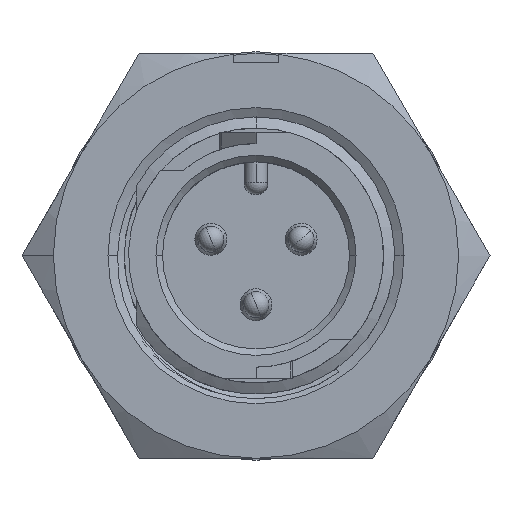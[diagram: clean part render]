
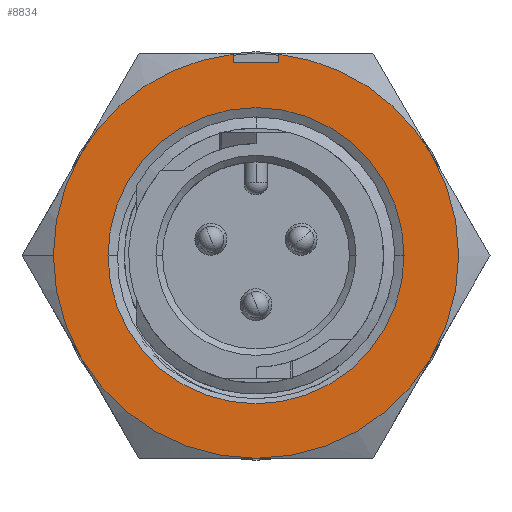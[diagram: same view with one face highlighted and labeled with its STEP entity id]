
A CAD part, top view. The second image highlights one B-rep face of the part: STEP entity #8834.
In plain terms, the highlighted planar face has unit normal (0, 0, 1).
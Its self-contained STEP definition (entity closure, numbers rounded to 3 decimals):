
#34 = FACE_BOUND ( 'NONE', #7907, .T. ) ;
#239 = CIRCLE ( 'NONE', #436, 7.874 ) ;
#317 = VERTEX_POINT ( 'NONE', #6746 ) ;
#436 = AXIS2_PLACEMENT_3D ( 'NONE', #9436, #1032, #6485 ) ;
#511 = DIRECTION ( 'NONE',  ( -1., 0., 0. ) ) ;
#551 = DIRECTION ( 'NONE',  ( -1., 0., 0. ) ) ;
#647 = CARTESIAN_POINT ( 'NONE',  ( 0., 0., 8.262 ) ) ;
#683 = ORIENTED_EDGE ( 'NONE', *, *, #1542, .F. ) ;
#947 = PLANE ( 'NONE',  #2243 ) ;
#978 = VECTOR ( 'NONE', #4152, 1000. ) ;
#1032 = DIRECTION ( 'NONE',  ( 0., 0., -1. ) ) ;
#1101 = VERTEX_POINT ( 'NONE', #12045 ) ;
#1167 = ORIENTED_EDGE ( 'NONE', *, *, #4847, .F. ) ;
#1195 = CARTESIAN_POINT ( 'NONE',  ( 0.889, 7.824, 8.262 ) ) ;
#1204 = CARTESIAN_POINT ( 'NONE',  ( 6.819, 3.937, 8.262 ) ) ;
#1386 = CIRCLE ( 'NONE', #2963, 7.874 ) ;
#1542 = EDGE_CURVE ( 'NONE', #9100, #10378, #6855, .T. ) ;
#1646 = CARTESIAN_POINT ( 'NONE',  ( 0., 0., 8.262 ) ) ;
#1658 = CARTESIAN_POINT ( 'NONE',  ( 0., 0., 8.262 ) ) ;
#1772 = DIRECTION ( 'NONE',  ( 0., 0., -1. ) ) ;
#1961 = CIRCLE ( 'NONE', #10560, 7.874 ) ;
#2243 = AXIS2_PLACEMENT_3D ( 'NONE', #3785, #11201, #9346 ) ;
#2285 = DIRECTION ( 'NONE',  ( 0., 0., -1. ) ) ;
#2406 = ORIENTED_EDGE ( 'NONE', *, *, #4335, .F. ) ;
#2432 = CARTESIAN_POINT ( 'NONE',  ( 0., -7.874, 8.262 ) ) ;
#2491 = CARTESIAN_POINT ( 'NONE',  ( 0.889, 8.938, 8.262 ) ) ;
#2521 = ORIENTED_EDGE ( 'NONE', *, *, #9662, .T. ) ;
#2950 = AXIS2_PLACEMENT_3D ( 'NONE', #5154, #2285, #511 ) ;
#2963 = AXIS2_PLACEMENT_3D ( 'NONE', #7282, #3493, #4510 ) ;
#3336 = AXIS2_PLACEMENT_3D ( 'NONE', #1658, #5256, #551 ) ;
#3394 = VERTEX_POINT ( 'NONE', #8442 ) ;
#3413 = CIRCLE ( 'NONE', #4476, 5.753 ) ;
#3493 = DIRECTION ( 'NONE',  ( 0., 0., -1. ) ) ;
#3553 = DIRECTION ( 'NONE',  ( 0., 0., -1. ) ) ;
#3593 = DIRECTION ( 'NONE',  ( 0., 0., -1. ) ) ;
#3785 = CARTESIAN_POINT ( 'NONE',  ( 0., -15.748, 8.262 ) ) ;
#3841 = FACE_OUTER_BOUND ( 'NONE', #7655, .T. ) ;
#3894 = VECTOR ( 'NONE', #11652, 1000. ) ;
#4152 = DIRECTION ( 'NONE',  ( 0., -1., 0. ) ) ;
#4165 = CARTESIAN_POINT ( 'NONE',  ( -0.889, 7.493, 8.262 ) ) ;
#4203 = LINE ( 'NONE', #2491, #9033 ) ;
#4335 = EDGE_CURVE ( 'NONE', #10378, #8202, #239, .T. ) ;
#4370 = DIRECTION ( 'NONE',  ( -1., 0., 0. ) ) ;
#4476 = AXIS2_PLACEMENT_3D ( 'NONE', #647, #7140, #4370 ) ;
#4510 = DIRECTION ( 'NONE',  ( -1., 0., 0. ) ) ;
#4512 = CIRCLE ( 'NONE', #11387, 7.874 ) ;
#4847 = EDGE_CURVE ( 'NONE', #1101, #11772, #11182, .T. ) ;
#4877 = CIRCLE ( 'NONE', #3336, 7.874 ) ;
#4885 = LINE ( 'NONE', #4165, #3894 ) ;
#5006 = AXIS2_PLACEMENT_3D ( 'NONE', #5644, #3593, #10142 ) ;
#5108 = CARTESIAN_POINT ( 'NONE',  ( 0.889, 7.493, 8.262 ) ) ;
#5154 = CARTESIAN_POINT ( 'NONE',  ( 0., 0., 8.262 ) ) ;
#5256 = DIRECTION ( 'NONE',  ( 0., 0., -1. ) ) ;
#5428 = CARTESIAN_POINT ( 'NONE',  ( 0., 0., 8.262 ) ) ;
#5432 = CARTESIAN_POINT ( 'NONE',  ( -0.889, 7.824, 8.262 ) ) ;
#5448 = EDGE_CURVE ( 'NONE', #5525, #9100, #4203, .T. ) ;
#5525 = VERTEX_POINT ( 'NONE', #5108 ) ;
#5565 = VERTEX_POINT ( 'NONE', #2432 ) ;
#5644 = CARTESIAN_POINT ( 'NONE',  ( 0., 0., 8.262 ) ) ;
#5906 = EDGE_CURVE ( 'NONE', #8202, #5565, #1386, .T. ) ;
#5972 = EDGE_CURVE ( 'NONE', #5565, #11414, #4512, .T. ) ;
#6186 = ORIENTED_EDGE ( 'NONE', *, *, #7772, .F. ) ;
#6485 = DIRECTION ( 'NONE',  ( -1., 0., 0. ) ) ;
#6746 = CARTESIAN_POINT ( 'NONE',  ( -0.889, 7.493, 8.262 ) ) ;
#6855 = CIRCLE ( 'NONE', #2950, 7.874 ) ;
#6915 = ORIENTED_EDGE ( 'NONE', *, *, #5906, .F. ) ;
#7100 = DIRECTION ( 'NONE',  ( -1., 0., 0. ) ) ;
#7140 = DIRECTION ( 'NONE',  ( 0., 0., -1. ) ) ;
#7282 = CARTESIAN_POINT ( 'NONE',  ( 0., 0., 8.262 ) ) ;
#7655 = EDGE_LOOP ( 'NONE', ( #683, #11348, #11470, #11781, #1167, #12079, #6186, #11355, #6915, #2406 ) ) ;
#7673 = CARTESIAN_POINT ( 'NONE',  ( 5.753, 0., 8.262 ) ) ;
#7772 = EDGE_CURVE ( 'NONE', #11414, #3394, #4877, .T. ) ;
#7907 = EDGE_LOOP ( 'NONE', ( #2521, #10506 ) ) ;
#7932 = EDGE_CURVE ( 'NONE', #3394, #1101, #1961, .T. ) ;
#8075 = DIRECTION ( 'NONE',  ( 0., 0., -1. ) ) ;
#8202 = VERTEX_POINT ( 'NONE', #9547 ) ;
#8439 = EDGE_CURVE ( 'NONE', #11772, #317, #8804, .T. ) ;
#8442 = CARTESIAN_POINT ( 'NONE',  ( -7.874, 0., 8.262 ) ) ;
#8620 = AXIS2_PLACEMENT_3D ( 'NONE', #1646, #8075, #11819 ) ;
#8732 = CIRCLE ( 'NONE', #5006, 5.753 ) ;
#8804 = LINE ( 'NONE', #8870, #978 ) ;
#8834 = ADVANCED_FACE ( 'NONE', ( #34, #3841 ), #947, .F. ) ;
#8870 = CARTESIAN_POINT ( 'NONE',  ( -0.889, 8.938, 8.262 ) ) ;
#9033 = VECTOR ( 'NONE', #11687, 1000. ) ;
#9100 = VERTEX_POINT ( 'NONE', #1195 ) ;
#9278 = EDGE_CURVE ( 'NONE', #9639, #9746, #3413, .T. ) ;
#9346 = DIRECTION ( 'NONE',  ( -1., 0., 0. ) ) ;
#9436 = CARTESIAN_POINT ( 'NONE',  ( 0., 0., 8.262 ) ) ;
#9547 = CARTESIAN_POINT ( 'NONE',  ( 6.819, -3.937, 8.262 ) ) ;
#9639 = VERTEX_POINT ( 'NONE', #12043 ) ;
#9662 = EDGE_CURVE ( 'NONE', #9746, #9639, #8732, .T. ) ;
#9746 = VERTEX_POINT ( 'NONE', #7673 ) ;
#10142 = DIRECTION ( 'NONE',  ( -1., 0., 0. ) ) ;
#10248 = EDGE_CURVE ( 'NONE', #317, #5525, #4885, .T. ) ;
#10349 = CARTESIAN_POINT ( 'NONE',  ( 0., 0., 8.262 ) ) ;
#10378 = VERTEX_POINT ( 'NONE', #1204 ) ;
#10506 = ORIENTED_EDGE ( 'NONE', *, *, #9278, .T. ) ;
#10560 = AXIS2_PLACEMENT_3D ( 'NONE', #10349, #1772, #11278 ) ;
#11182 = CIRCLE ( 'NONE', #8620, 7.874 ) ;
#11201 = DIRECTION ( 'NONE',  ( 0., 0., -1. ) ) ;
#11278 = DIRECTION ( 'NONE',  ( -1., 0., 0. ) ) ;
#11348 = ORIENTED_EDGE ( 'NONE', *, *, #5448, .F. ) ;
#11355 = ORIENTED_EDGE ( 'NONE', *, *, #5972, .F. ) ;
#11387 = AXIS2_PLACEMENT_3D ( 'NONE', #5428, #3553, #7100 ) ;
#11414 = VERTEX_POINT ( 'NONE', #11885 ) ;
#11470 = ORIENTED_EDGE ( 'NONE', *, *, #10248, .F. ) ;
#11652 = DIRECTION ( 'NONE',  ( 1., 0., 0. ) ) ;
#11687 = DIRECTION ( 'NONE',  ( 0., 1., 0. ) ) ;
#11772 = VERTEX_POINT ( 'NONE', #5432 ) ;
#11781 = ORIENTED_EDGE ( 'NONE', *, *, #8439, .F. ) ;
#11819 = DIRECTION ( 'NONE',  ( -1., 0., 0. ) ) ;
#11885 = CARTESIAN_POINT ( 'NONE',  ( -6.819, -3.937, 8.262 ) ) ;
#12043 = CARTESIAN_POINT ( 'NONE',  ( -5.753, 0., 8.262 ) ) ;
#12045 = CARTESIAN_POINT ( 'NONE',  ( -6.819, 3.937, 8.262 ) ) ;
#12079 = ORIENTED_EDGE ( 'NONE', *, *, #7932, .F. ) ;
